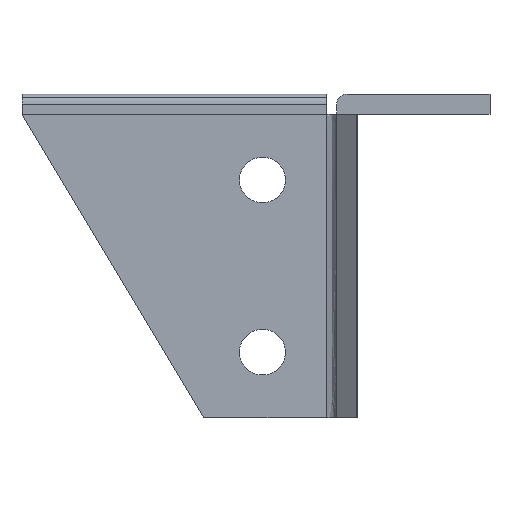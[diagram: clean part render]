
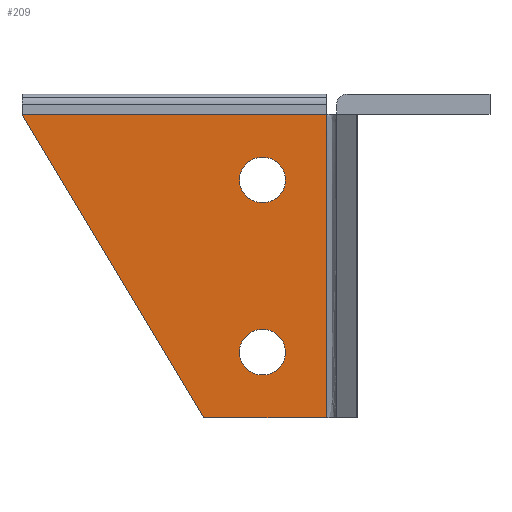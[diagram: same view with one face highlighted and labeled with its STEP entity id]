
A CAD part, left-side view. The second image highlights one B-rep face of the part: STEP entity #209.
In plain terms, the highlighted planar face has unit normal (-1, 0, 0).
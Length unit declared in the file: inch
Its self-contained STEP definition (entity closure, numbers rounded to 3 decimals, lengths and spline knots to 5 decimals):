
#209=ADVANCED_FACE('',(#424,#425,#426),#427,.T.);
#424=FACE_OUTER_BOUND('',#826,.T.);
#425=FACE_BOUND('',#827,.T.);
#426=FACE_BOUND('',#828,.T.);
#427=PLANE('',#829);
#826=EDGE_LOOP('',(#1311,#1312,#1313,#1314));
#827=EDGE_LOOP('',(#1315,#1316,#1317,#1318));
#828=EDGE_LOOP('',(#1319,#1320,#1321,#1322));
#829=AXIS2_PLACEMENT_3D('',#1323,#1324,#1325);
#1311=ORIENTED_EDGE('',*,*,#1523,.F.);
#1312=ORIENTED_EDGE('',*,*,#1475,.F.);
#1313=ORIENTED_EDGE('',*,*,#1514,.F.);
#1314=ORIENTED_EDGE('',*,*,#1571,.F.);
#1315=ORIENTED_EDGE('',*,*,#1527,.F.);
#1316=ORIENTED_EDGE('',*,*,#1653,.F.);
#1317=ORIENTED_EDGE('',*,*,#1442,.F.);
#1318=ORIENTED_EDGE('',*,*,#1654,.F.);
#1319=ORIENTED_EDGE('',*,*,#1607,.F.);
#1320=ORIENTED_EDGE('',*,*,#1611,.F.);
#1321=ORIENTED_EDGE('',*,*,#1648,.F.);
#1322=ORIENTED_EDGE('',*,*,#1645,.F.);
#1323=CARTESIAN_POINT('',(0.82562,0.89741,1.09779));
#1324=DIRECTION('',(-1.0,0.0,0.0));
#1325=DIRECTION('',(0.0,-1.0,0.0));
#1442=EDGE_CURVE('',#1679,#1680,#1681,.T.);
#1475=EDGE_CURVE('',#1740,#1736,#1742,.T.);
#1514=EDGE_CURVE('',#1808,#1740,#1809,.T.);
#1523=EDGE_CURVE('',#1736,#1822,#1823,.T.);
#1527=EDGE_CURVE('',#1827,#1828,#1829,.T.);
#1571=EDGE_CURVE('',#1822,#1808,#1895,.T.);
#1607=EDGE_CURVE('',#1943,#1944,#1945,.T.);
#1611=EDGE_CURVE('',#1949,#1943,#1950,.T.);
#1645=EDGE_CURVE('',#1944,#1992,#1993,.T.);
#1648=EDGE_CURVE('',#1992,#1949,#1996,.T.);
#1653=EDGE_CURVE('',#1680,#1827,#2001,.T.);
#1654=EDGE_CURVE('',#1828,#1679,#2002,.T.);
#1679=VERTEX_POINT('',#2028);
#1680=VERTEX_POINT('',#2029);
#1681=B_SPLINE_CURVE_WITH_KNOTS('',3,(#2030,#2031,#2032,#2033),.UNSPECIFIED.,.F.,.F.,(4,4),(0.0,1.0),.UNSPECIFIED.);
#1736=VERTEX_POINT('',#2133);
#1740=VERTEX_POINT('',#2139);
#1742=LINE('',#2142,#2143);
#1808=VERTEX_POINT('',#2256);
#1809=LINE('',#2257,#2258);
#1822=VERTEX_POINT('',#2280);
#1823=LINE('',#2281,#2282);
#1827=VERTEX_POINT('',#2287);
#1828=VERTEX_POINT('',#2288);
#1829=B_SPLINE_CURVE_WITH_KNOTS('',3,(#2289,#2290,#2291,#2292),.UNSPECIFIED.,.F.,.F.,(4,4),(0.0,1.0),.UNSPECIFIED.);
#1895=LINE('',#2438,#2439);
#1943=VERTEX_POINT('',#2522);
#1944=VERTEX_POINT('',#2523);
#1945=B_SPLINE_CURVE_WITH_KNOTS('',3,(#2524,#2525,#2526,#2527),.UNSPECIFIED.,.F.,.F.,(4,4),(0.0,1.0),.UNSPECIFIED.);
#1949=VERTEX_POINT('',#2533);
#1950=B_SPLINE_CURVE_WITH_KNOTS('',3,(#2534,#2535,#2536,#2537),.UNSPECIFIED.,.F.,.F.,(4,4),(0.0,1.0),.UNSPECIFIED.);
#1992=VERTEX_POINT('',#2614);
#1993=B_SPLINE_CURVE_WITH_KNOTS('',3,(#2615,#2616,#2617,#2618),.UNSPECIFIED.,.F.,.F.,(4,4),(0.0,1.0),.UNSPECIFIED.);
#1996=B_SPLINE_CURVE_WITH_KNOTS('',3,(#2622,#2623,#2624,#2625),.UNSPECIFIED.,.F.,.F.,(4,4),(0.0,1.0),.UNSPECIFIED.);
#2001=B_SPLINE_CURVE_WITH_KNOTS('',3,(#2631,#2632,#2633,#2634),.UNSPECIFIED.,.F.,.F.,(4,4),(0.0,1.0),.UNSPECIFIED.);
#2002=B_SPLINE_CURVE_WITH_KNOTS('',3,(#2635,#2636,#2637,#2638),.UNSPECIFIED.,.F.,.F.,(4,4),(0.0,1.0),.UNSPECIFIED.);
#2028=CARTESIAN_POINT('',(0.82562,0.72794,1.47791));
#2029=CARTESIAN_POINT('',(0.82562,0.58501,1.3364));
#2030=CARTESIAN_POINT('',(0.82562,0.72794,1.47791));
#2031=CARTESIAN_POINT('',(0.82562,0.72794,1.39974));
#2032=CARTESIAN_POINT('',(0.82562,0.66399,1.3364));
#2033=CARTESIAN_POINT('',(0.82562,0.58501,1.3364));
#2133=CARTESIAN_POINT('',(0.82562,0.18853,1.88459));
#2139=CARTESIAN_POINT('',(0.82562,2.07838,1.88669));
#2142=CARTESIAN_POINT('',(0.82562,2.07838,1.88669));
#2143=VECTOR('',#2695,1.);
#2256=CARTESIAN_POINT('',(0.82562,0.95035,0.));
#2257=CARTESIAN_POINT('',(0.82562,2.07838,1.88669));
#2258=VECTOR('',#2719,1.);
#2280=CARTESIAN_POINT('',(0.82562,0.18853,0.));
#2281=CARTESIAN_POINT('',(0.82562,0.18853,1.88669));
#2282=VECTOR('',#2726,1.0);
#2287=CARTESIAN_POINT('',(0.82562,0.44207,1.47791));
#2288=CARTESIAN_POINT('',(0.82562,0.58501,1.61941));
#2289=CARTESIAN_POINT('',(0.82562,0.44207,1.47791));
#2290=CARTESIAN_POINT('',(0.82562,0.44207,1.55607));
#2291=CARTESIAN_POINT('',(0.82562,0.50607,1.61941));
#2292=CARTESIAN_POINT('',(0.82562,0.58501,1.61941));
#2438=CARTESIAN_POINT('',(0.82562,0.12421,0.));
#2439=VECTOR('',#2742,1.);
#2522=CARTESIAN_POINT('',(0.82562,0.44207,0.40875));
#2523=CARTESIAN_POINT('',(0.82562,0.58501,0.55029));
#2524=CARTESIAN_POINT('',(0.82562,0.44207,0.40875));
#2525=CARTESIAN_POINT('',(0.82562,0.44207,0.48693));
#2526=CARTESIAN_POINT('',(0.82562,0.50607,0.55029));
#2527=CARTESIAN_POINT('',(0.82562,0.58501,0.55029));
#2533=CARTESIAN_POINT('',(0.82562,0.58501,0.26725));
#2534=CARTESIAN_POINT('',(0.82562,0.58501,0.26725));
#2535=CARTESIAN_POINT('',(0.82562,0.50607,0.26725));
#2536=CARTESIAN_POINT('',(0.82562,0.44207,0.33062));
#2537=CARTESIAN_POINT('',(0.82562,0.44207,0.40875));
#2614=CARTESIAN_POINT('',(0.82562,0.72794,0.40875));
#2615=CARTESIAN_POINT('',(0.82562,0.58501,0.55029));
#2616=CARTESIAN_POINT('',(0.82562,0.66399,0.55029));
#2617=CARTESIAN_POINT('',(0.82562,0.72794,0.48693));
#2618=CARTESIAN_POINT('',(0.82562,0.72794,0.40875));
#2622=CARTESIAN_POINT('',(0.82562,0.72794,0.40875));
#2623=CARTESIAN_POINT('',(0.82562,0.72794,0.33062));
#2624=CARTESIAN_POINT('',(0.82562,0.66399,0.26725));
#2625=CARTESIAN_POINT('',(0.82562,0.58501,0.26725));
#2631=CARTESIAN_POINT('',(0.82562,0.58501,1.3364));
#2632=CARTESIAN_POINT('',(0.82562,0.50607,1.3364));
#2633=CARTESIAN_POINT('',(0.82562,0.44207,1.39974));
#2634=CARTESIAN_POINT('',(0.82562,0.44207,1.47791));
#2635=CARTESIAN_POINT('',(0.82562,0.58501,1.61941));
#2636=CARTESIAN_POINT('',(0.82562,0.66399,1.61941));
#2637=CARTESIAN_POINT('',(0.82562,0.72794,1.55607));
#2638=CARTESIAN_POINT('',(0.82562,0.72794,1.47791));
#2695=DIRECTION('',(0.0,-1.,-0.001));
#2719=DIRECTION('',(0.0,0.513,0.858));
#2726=DIRECTION('',(0.0,0.0,-1.0));
#2742=DIRECTION('',(0.0,1.0,0.0));
